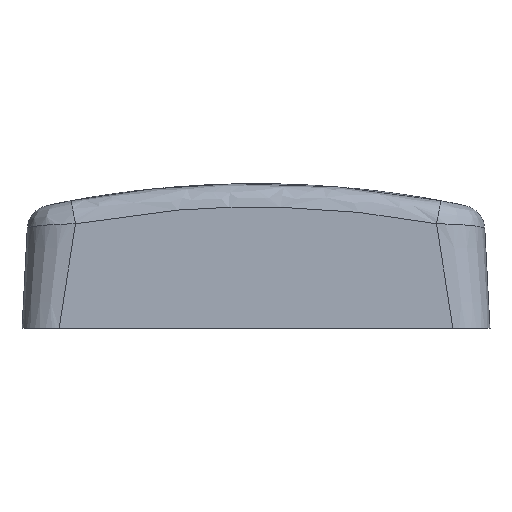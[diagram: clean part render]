
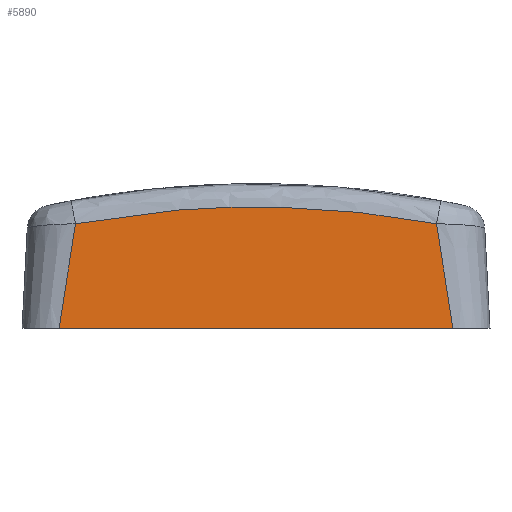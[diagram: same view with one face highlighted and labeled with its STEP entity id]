
A CAD part, front view. The second image highlights one B-rep face of the part: STEP entity #5890.
In plain terms, the highlighted planar face has unit normal (0, -0.999, 0.052).
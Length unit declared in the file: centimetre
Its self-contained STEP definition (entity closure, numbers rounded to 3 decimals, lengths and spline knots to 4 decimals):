
#27=ELLIPSE('',#6432,15.8912,15.8694);
#635=FACE_OUTER_BOUND('',#1010,.T.);
#1010=EDGE_LOOP('',(#4942,#4943,#4944,#4945));
#1655=LINE('',#11345,#2039);
#1658=LINE('',#11398,#2042);
#1667=LINE('',#11989,#2051);
#2039=VECTOR('',#7886,1.0053);
#2042=VECTOR('',#7897,1.0053);
#2051=VECTOR('',#7980,1.);
#2512=VERTEX_POINT('',#11333);
#2514=VERTEX_POINT('',#11343);
#2515=VERTEX_POINT('',#11382);
#2517=VERTEX_POINT('',#11394);
#3287=EDGE_CURVE('',#2514,#2512,#1655,.T.);
#3294=EDGE_CURVE('',#2515,#2517,#1658,.T.);
#3296=EDGE_CURVE('',#2512,#2515,#27,.T.);
#3334=EDGE_CURVE('',#2517,#2514,#1667,.T.);
#4942=ORIENTED_EDGE('',*,*,#3287,.F.);
#4943=ORIENTED_EDGE('',*,*,#3334,.F.);
#4944=ORIENTED_EDGE('',*,*,#3294,.F.);
#4945=ORIENTED_EDGE('',*,*,#3296,.F.);
#5193=PLANE('',#6469);
#5890=ADVANCED_FACE('',(#635),#5193,.T.);
#6432=AXIS2_PLACEMENT_3D('',#11426,#7901,#7902);
#6469=AXIS2_PLACEMENT_3D('',#11992,#7984,#7985);
#7886=DIRECTION('',(0.155,0.052,0.987));
#7897=DIRECTION('',(0.155,-0.052,-0.987));
#7901=DIRECTION('center_axis',(0.,0.999,-0.052));
#7902=DIRECTION('ref_axis',(0.,0.052,0.999));
#7980=DIRECTION('',(-1.,0.,0.));
#7984=DIRECTION('center_axis',(0.,-0.999,0.052));
#7985=DIRECTION('ref_axis',(1.,0.,0.));
#11333=CARTESIAN_POINT('',(-2.9314,-3.711,-0.0022));
#11343=CARTESIAN_POINT('',(-3.1976,-3.8,-1.7));
#11345=CARTESIAN_POINT('',(-2.9076,-3.7031,0.1496));
#11382=CARTESIAN_POINT('',(2.9314,-3.711,-0.0022));
#11394=CARTESIAN_POINT('',(3.1976,-3.8,-1.7));
#11398=CARTESIAN_POINT('',(2.9076,-3.7031,0.1496));
#11426=CARTESIAN_POINT('Origin',(0.,-4.5284,
-15.5985));
#11989=CARTESIAN_POINT('',(3.8,-3.8,-1.7));
#11992=CARTESIAN_POINT('Origin',(-3.8,-3.711,-0.0023));
